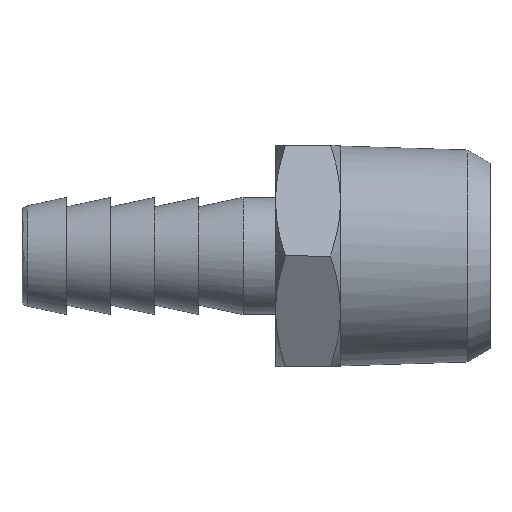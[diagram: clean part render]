
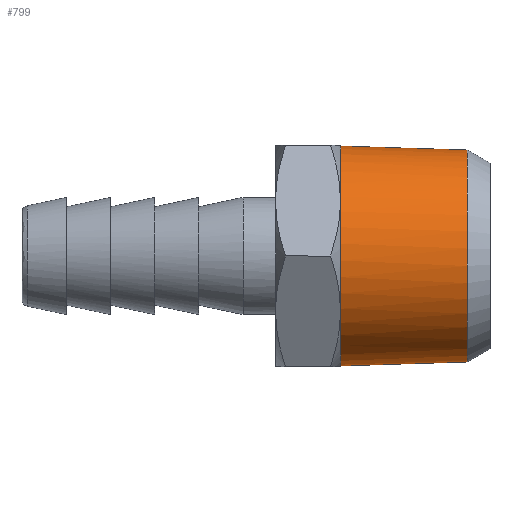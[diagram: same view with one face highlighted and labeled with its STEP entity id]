
A CAD part, left-side view. The second image highlights one B-rep face of the part: STEP entity #799.
In plain terms, the highlighted free-form (B-spline) face has degree [1, 3] with [2, 4] control points.
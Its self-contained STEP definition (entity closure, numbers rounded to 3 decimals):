
#84 = CARTESIAN_POINT ( 'NONE',  ( 0., 1.732, 8.15 ) ) ;
#98 = CARTESIAN_POINT ( 'NONE',  ( 0., 1.732, 8.15 ) ) ;
#151 = CARTESIAN_POINT ( 'NONE',  ( -8.024, 11.5, 2.723 ) ) ;
#164 = CARTESIAN_POINT ( 'NONE',  ( -8.455, 11.5, -0.555 ) ) ;
#177 = CARTESIAN_POINT ( 'NONE',  ( -4.236, 11.5, -7.339 ) ) ;
#190 = B_SPLINE_CURVE_WITH_KNOTS ( 'NONE', 3,
 ( #1823, #2292, #517, #2302, #915, #2479, #177, #2495, #709, #364, #1710, #1903, #2108, #2067, #2270, #1315, #164, #1117, #1309, #523, #151, #2079, #345, #1887, #725, #1570, #1749, #2313, #2513, #578, #965, #1536, #224, #956 ),
 .UNSPECIFIED., .F., .F.,
 ( 4, 2, 2, 2, 2, 2, 2, 2, 2, 2, 2, 2, 2, 2, 2, 2, 4 ),
 ( 0., 0.196, 0.393, 0.589, 0.785, 0.982, 1.178, 1.374, 1.571, 1.767, 1.963, 2.16, 2.356, 2.553, 2.749, 2.945, 3.142 ),
 .UNSPECIFIED. ) ;
#224 = CARTESIAN_POINT ( 'NONE',  ( -0.555, 11.5, 8.455 ) ) ;
#309 = CARTESIAN_POINT ( 'NONE',  ( -16.911, 11.5, 8.455 ) ) ;
#341 = B_SPLINE_CURVE_WITH_KNOTS ( 'NONE', 1,
 ( #1366, #2338 ),
 .UNSPECIFIED., .F., .F.,
 ( 2, 2 ),
 ( -1., 0. ),
 .UNSPECIFIED. ) ;
#345 = CARTESIAN_POINT ( 'NONE',  ( -7.339, 11.5, 4.236 ) ) ;
#364 = CARTESIAN_POINT ( 'NONE',  ( -6.371, 11.5, -5.586 ) ) ;
#425 = ORIENTED_EDGE ( 'NONE', *, *, #670, .T. ) ;
#493 = CARTESIAN_POINT ( 'NONE',  ( 0., 11.5, 8.455 ) ) ;
#517 = CARTESIAN_POINT ( 'NONE',  ( -1.105, 11.5, -8.401 ) ) ;
#523 = CARTESIAN_POINT ( 'NONE',  ( -8.184, 11.5, 2.194 ) ) ;
#578 = CARTESIAN_POINT ( 'NONE',  ( -2.723, 11.5, 8.024 ) ) ;
#619 = CARTESIAN_POINT ( 'NONE',  ( 0., 11.5, -8.455 ) ) ;
#632 = CARTESIAN_POINT ( 'NONE',  ( 0., 1.732, -8.15 ) ) ;
#670 = EDGE_CURVE ( 'NONE', #974, #2068, #2193, .T. ) ;
#709 = CARTESIAN_POINT ( 'NONE',  ( -5.586, 11.5, -6.371 ) ) ;
#725 = CARTESIAN_POINT ( 'NONE',  ( -6.371, 11.5, 5.586 ) ) ;
#792 =( BOUNDED_SURFACE ( )  B_SPLINE_SURFACE ( 1, 3, ( 
 ( #1659, #1251, #1846, #84 ),
 ( #2039, #1260, #309, #493 ) ),
 .UNSPECIFIED., .F., .F., .T. ) 
 B_SPLINE_SURFACE_WITH_KNOTS ( ( 2, 2 ),
 ( 4, 4 ),
 ( 0., 1. ),
 ( 0., 1. ),
 .UNSPECIFIED. ) 
 GEOMETRIC_REPRESENTATION_ITEM ( )  RATIONAL_B_SPLINE_SURFACE ( (
 ( 1., 0.333, 0.333, 1.),
 ( 1., 0.333, 0.333, 1.) ) ) 
 REPRESENTATION_ITEM ( '' )  SURFACE ( )  );
#799 = ADVANCED_FACE ( 'NONE', ( #1874 ), #792, .F. ) ;
#915 = CARTESIAN_POINT ( 'NONE',  ( -2.723, 11.5, -8.024 ) ) ;
#921 = EDGE_LOOP ( 'NONE', ( #959, #1970, #2414, #425 ) ) ;
#956 = CARTESIAN_POINT ( 'NONE',  ( 0., 11.5, 8.455 ) ) ;
#959 = ORIENTED_EDGE ( 'NONE', *, *, #2336, .T. ) ;
#965 = CARTESIAN_POINT ( 'NONE',  ( -2.194, 11.5, 8.184 ) ) ;
#974 = VERTEX_POINT ( 'NONE', #1836 ) ;
#1117 = CARTESIAN_POINT ( 'NONE',  ( -8.455, 11.5, 0.555 ) ) ;
#1194 = CARTESIAN_POINT ( 'NONE',  ( -16.3, 1.732, 8.15 ) ) ;
#1251 = CARTESIAN_POINT ( 'NONE',  ( -16.3, 1.732, -8.15 ) ) ;
#1260 = CARTESIAN_POINT ( 'NONE',  ( -16.911, 11.5, -8.455 ) ) ;
#1309 = CARTESIAN_POINT ( 'NONE',  ( -8.401, 11.5, 1.105 ) ) ;
#1315 = CARTESIAN_POINT ( 'NONE',  ( -8.401, 11.5, -1.105 ) ) ;
#1366 = CARTESIAN_POINT ( 'NONE',  ( 0., 1.732, 8.15 ) ) ;
#1536 = CARTESIAN_POINT ( 'NONE',  ( -1.105, 11.5, 8.401 ) ) ;
#1570 = CARTESIAN_POINT ( 'NONE',  ( -5.586, 11.5, 6.371 ) ) ;
#1659 = CARTESIAN_POINT ( 'NONE',  ( 0., 1.732, -8.15 ) ) ;
#1710 = CARTESIAN_POINT ( 'NONE',  ( -6.722, 11.5, -5.159 ) ) ;
#1740 = EDGE_CURVE ( 'NONE', #1931, #1765, #341, .T. ) ;
#1749 = CARTESIAN_POINT ( 'NONE',  ( -5.159, 11.5, 6.722 ) ) ;
#1765 = VERTEX_POINT ( 'NONE', #1784 ) ;
#1784 = CARTESIAN_POINT ( 'NONE',  ( 0., 11.5, 8.455 ) ) ;
#1823 = CARTESIAN_POINT ( 'NONE',  ( 0., 11.5, -8.455 ) ) ;
#1836 = CARTESIAN_POINT ( 'NONE',  ( 0., 11.5, -8.455 ) ) ;
#1846 = CARTESIAN_POINT ( 'NONE',  ( -16.3, 1.732, 8.15 ) ) ;
#1855 =( BOUNDED_CURVE ( )  B_SPLINE_CURVE ( 3, ( #2346, #2358, #1194, #2168 ),
 .UNSPECIFIED., .F., .F. ) 
 B_SPLINE_CURVE_WITH_KNOTS ( ( 4, 4 ),
 ( -3.142, 0. ),
 .UNSPECIFIED. ) 
 CURVE ( )  GEOMETRIC_REPRESENTATION_ITEM ( )  RATIONAL_B_SPLINE_CURVE ( ( 1., 0.333, 0.333, 1. ) ) 
 REPRESENTATION_ITEM ( '' )  );
#1874 = FACE_OUTER_BOUND ( 'NONE', #921, .T. ) ;
#1887 = CARTESIAN_POINT ( 'NONE',  ( -6.722, 11.5, 5.159 ) ) ;
#1903 = CARTESIAN_POINT ( 'NONE',  ( -7.339, 11.5, -4.236 ) ) ;
#1931 = VERTEX_POINT ( 'NONE', #98 ) ;
#1945 = EDGE_CURVE ( 'NONE', #974, #1765, #190, .T. ) ;
#1970 = ORIENTED_EDGE ( 'NONE', *, *, #1740, .T. ) ;
#2039 = CARTESIAN_POINT ( 'NONE',  ( 0., 11.5, -8.455 ) ) ;
#2067 = CARTESIAN_POINT ( 'NONE',  ( -8.024, 11.5, -2.723 ) ) ;
#2068 = VERTEX_POINT ( 'NONE', #2189 ) ;
#2079 = CARTESIAN_POINT ( 'NONE',  ( -7.599, 11.5, 3.749 ) ) ;
#2108 = CARTESIAN_POINT ( 'NONE',  ( -7.599, 11.5, -3.749 ) ) ;
#2168 = CARTESIAN_POINT ( 'NONE',  ( 0., 1.732, 8.15 ) ) ;
#2189 = CARTESIAN_POINT ( 'NONE',  ( 0., 1.732, -8.15 ) ) ;
#2193 = B_SPLINE_CURVE_WITH_KNOTS ( 'NONE', 1,
 ( #619, #632 ),
 .UNSPECIFIED., .F., .F.,
 ( 2, 2 ),
 ( -1., 0. ),
 .UNSPECIFIED. ) ;
#2270 = CARTESIAN_POINT ( 'NONE',  ( -8.184, 11.5, -2.194 ) ) ;
#2292 = CARTESIAN_POINT ( 'NONE',  ( -0.555, 11.5, -8.455 ) ) ;
#2302 = CARTESIAN_POINT ( 'NONE',  ( -2.194, 11.5, -8.184 ) ) ;
#2313 = CARTESIAN_POINT ( 'NONE',  ( -4.236, 11.5, 7.339 ) ) ;
#2336 = EDGE_CURVE ( 'NONE', #2068, #1931, #1855, .T. ) ;
#2338 = CARTESIAN_POINT ( 'NONE',  ( 0., 11.5, 8.455 ) ) ;
#2346 = CARTESIAN_POINT ( 'NONE',  ( 0., 1.732, -8.15 ) ) ;
#2358 = CARTESIAN_POINT ( 'NONE',  ( -16.3, 1.732, -8.15 ) ) ;
#2414 = ORIENTED_EDGE ( 'NONE', *, *, #1945, .F. ) ;
#2479 = CARTESIAN_POINT ( 'NONE',  ( -3.749, 11.5, -7.599 ) ) ;
#2495 = CARTESIAN_POINT ( 'NONE',  ( -5.159, 11.5, -6.722 ) ) ;
#2513 = CARTESIAN_POINT ( 'NONE',  ( -3.749, 11.5, 7.599 ) ) ;
